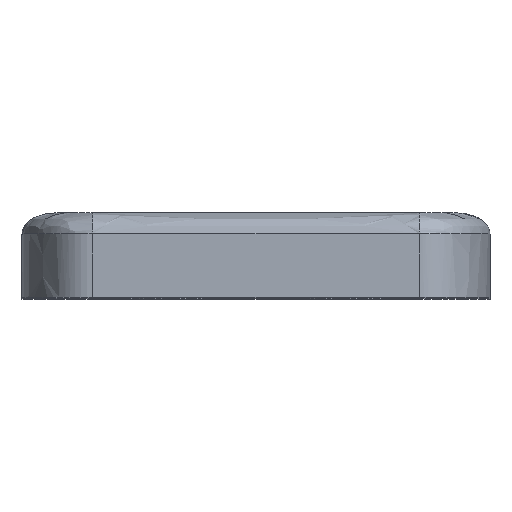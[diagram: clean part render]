
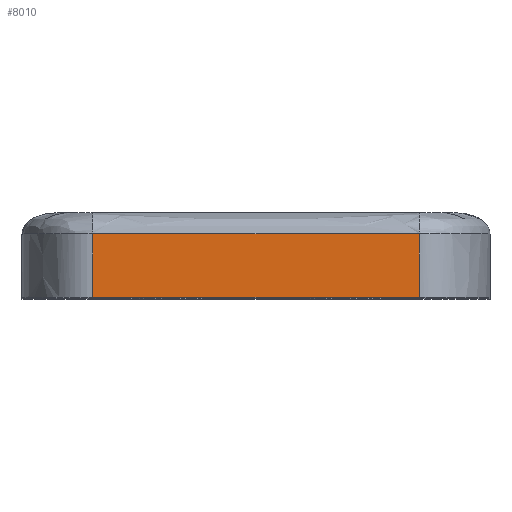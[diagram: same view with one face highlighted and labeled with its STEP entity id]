
A CAD part, top view. The second image highlights one B-rep face of the part: STEP entity #8010.
In plain terms, the highlighted planar face has unit normal (0, 0, 1).
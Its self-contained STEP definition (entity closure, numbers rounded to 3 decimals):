
#274 = DIRECTION ( 'NONE',  ( -1., 0., 0. ) ) ;
#379 = CARTESIAN_POINT ( 'NONE',  ( 28.099, 4.5, 0. ) ) ;
#628 = VERTEX_POINT ( 'NONE', #2665 ) ;
#654 = ORIENTED_EDGE ( 'NONE', *, *, #10057, .T. ) ;
#1511 = EDGE_LOOP ( 'NONE', ( #11006, #654, #3968, #10171 ) ) ;
#1787 = AXIS2_PLACEMENT_3D ( 'NONE', #8153, #8907, #6185 ) ;
#2180 = CARTESIAN_POINT ( 'NONE',  ( 5., 1.5, 0. ) ) ;
#2241 = CARTESIAN_POINT ( 'NONE',  ( 5., 4.5, 0. ) ) ;
#2665 = CARTESIAN_POINT ( 'NONE',  ( 28.099, 4.5, 0. ) ) ;
#2747 = B_SPLINE_CURVE_WITH_KNOTS ( 'NONE', 3,
 ( #2241, #10864, #2180, #10811 ),
 .UNSPECIFIED., .F., .F.,
 ( 4, 4 ),
 ( 0.25, 1. ),
 .UNSPECIFIED. ) ;
#2878 = CARTESIAN_POINT ( 'NONE',  ( 5., 4.5, 0. ) ) ;
#3043 = CARTESIAN_POINT ( 'NONE',  ( 20.399, 4.5, 0. ) ) ;
#3135 = VERTEX_POINT ( 'NONE', #4766 ) ;
#3628 = FACE_OUTER_BOUND ( 'NONE', #1511, .T. ) ;
#3744 = CARTESIAN_POINT ( 'NONE',  ( 0., 0., 0. ) ) ;
#3896 = EDGE_CURVE ( 'NONE', #8115, #3135, #2747, .T. ) ;
#3968 = ORIENTED_EDGE ( 'NONE', *, *, #3896, .T. ) ;
#4501 = PLANE ( 'NONE',  #1787 ) ;
#4766 = CARTESIAN_POINT ( 'NONE',  ( 5., 0., 0. ) ) ;
#5166 = CARTESIAN_POINT ( 'NONE',  ( 28.099, 4.5, 0. ) ) ;
#5215 = CARTESIAN_POINT ( 'NONE',  ( 28.099, 0., 0. ) ) ;
#5280 = EDGE_CURVE ( 'NONE', #10511, #628, #7283, .T. ) ;
#6050 = CARTESIAN_POINT ( 'NONE',  ( 5., 4.5, 0. ) ) ;
#6185 = DIRECTION ( 'NONE',  ( 1., 0., 0. ) ) ;
#6201 = B_SPLINE_CURVE_WITH_KNOTS ( 'NONE', 3,
 ( #379, #3043, #7611, #6050 ),
 .UNSPECIFIED., .F., .F.,
 ( 4, 4 ),
 ( 0., 1. ),
 .UNSPECIFIED. ) ;
#6906 = CARTESIAN_POINT ( 'NONE',  ( 28.099, 1.5, 0. ) ) ;
#7283 = B_SPLINE_CURVE_WITH_KNOTS ( 'NONE', 3,
 ( #5215, #6906, #10444, #5166 ),
 .UNSPECIFIED., .F., .F.,
 ( 4, 4 ),
 ( 0., 0.75 ),
 .UNSPECIFIED. ) ;
#7573 = CARTESIAN_POINT ( 'NONE',  ( 28.099, 0., 0. ) ) ;
#7611 = CARTESIAN_POINT ( 'NONE',  ( 12.7, 4.5, 0. ) ) ;
#8010 = ADVANCED_FACE ( 'NONE', ( #3628 ), #4501, .T. ) ;
#8115 = VERTEX_POINT ( 'NONE', #2878 ) ;
#8153 = CARTESIAN_POINT ( 'NONE',  ( 0., 6., 0. ) ) ;
#8907 = DIRECTION ( 'NONE',  ( 0., 0., 1. ) ) ;
#9215 = VECTOR ( 'NONE', #274, 1000. ) ;
#10057 = EDGE_CURVE ( 'NONE', #628, #8115, #6201, .T. ) ;
#10171 = ORIENTED_EDGE ( 'NONE', *, *, #10592, .F. ) ;
#10444 = CARTESIAN_POINT ( 'NONE',  ( 28.099, 3., 0. ) ) ;
#10511 = VERTEX_POINT ( 'NONE', #7573 ) ;
#10592 = EDGE_CURVE ( 'NONE', #10511, #3135, #10760, .T. ) ;
#10760 = LINE ( 'NONE', #3744, #9215 ) ;
#10811 = CARTESIAN_POINT ( 'NONE',  ( 5., 0., 0. ) ) ;
#10864 = CARTESIAN_POINT ( 'NONE',  ( 5., 3., 0. ) ) ;
#11006 = ORIENTED_EDGE ( 'NONE', *, *, #5280, .T. ) ;
